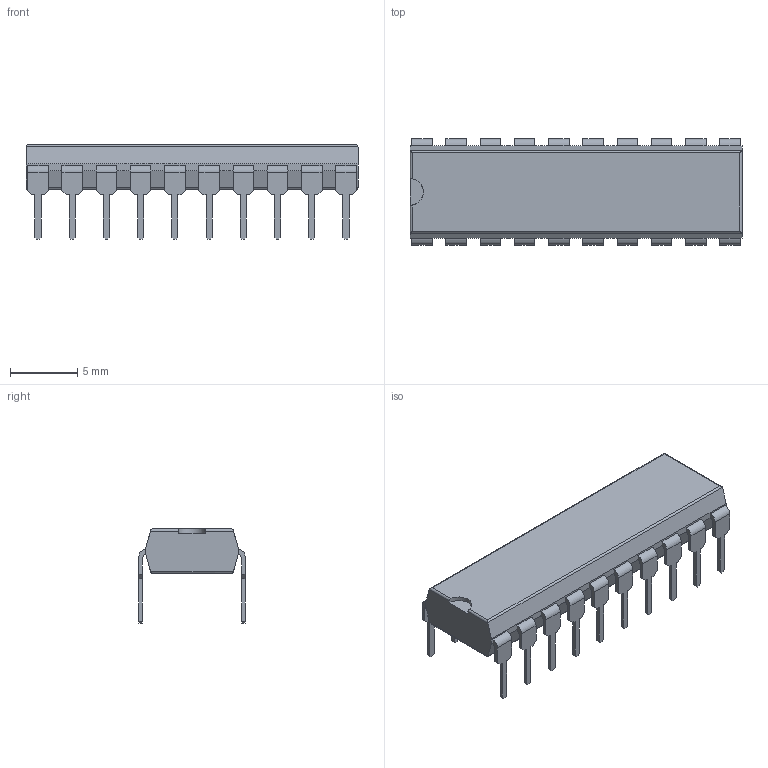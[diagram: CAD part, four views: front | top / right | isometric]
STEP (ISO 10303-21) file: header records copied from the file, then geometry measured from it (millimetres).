
FILE_DESCRIPTION(/* description */ (''),/* implementation_level */ '2;1');
FILE_NAME(/* name */ 'Package-DIP-20.step',/* time_stamp */ '2023-10-29T18:22:16+01:00',/* author */ (''),/* organization */ (''),/* preprocessor_version */ 'ST-DEVELOPER v20',/* originating_system */ 'Autodesk Translation Framework v12.14.0.127',/* authorisation */ '');
FILE_SCHEMA (('AUTOMOTIVE_DESIGN { 1 0 10303 214 3 1 1 }'));
Length unit declared in the file: millimetre
Products named in the file (3): Package-DIP-20; Leads; Body
Assembly tree (2 placements, depth 2):
  Package-DIP-20
    Leads
    Body
Bounding box: 24.64 x 7.87 x 6.99 mm (x, y, z)
Volume: 582.3 mm3; surface area: 1002.7 mm2
Topology: 11 solids, 11 shells, 321 faces, 897 edges, 598 vertices
Faces by surface type: plane 271, cylinder 50
Entity records: 10303 total; most frequent: CARTESIAN_POINT 1840, ORIENTED_EDGE 1794, DIRECTION 1647, EDGE_CURVE 897, LINE 797, VECTOR 797, VERTEX_POINT 598, AXIS2_PLACEMENT_3D 425
